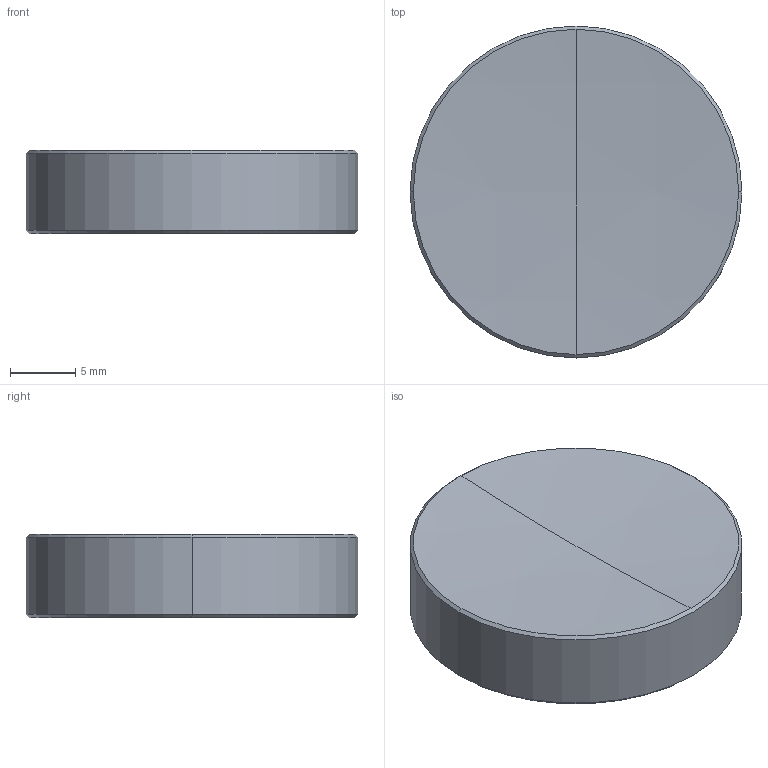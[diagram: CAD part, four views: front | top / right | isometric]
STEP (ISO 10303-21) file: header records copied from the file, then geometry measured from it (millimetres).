
FILE_DESCRIPTION (( 'STEP AP203' ), '1' );
FILE_NAME ('TTN028021-E0W.STEP', '2014-08-14T20:57:46', ( 'admin' ), ( '' ), 'SwSTEP 2.0', 'SolidWorks 2014', '' );
FILE_SCHEMA (( 'CONFIG_CONTROL_DESIGN' ));
Length unit declared in the file: inch
Products named in the file (1): TTN028021-E0W
Bounding box: 25.4 x 25.4 x 6.39 mm (x, y, z)
Volume: 3137.7 mm3; surface area: 1500.9 mm2
Topology: 1 solids, 1 shells, 39 faces, 256 edges, 249 vertices
Faces by surface type: plane 31, cone 4, cylinder 2, sphere 2
Entity records: 4181 total; most frequent: CARTESIAN_POINT 2179, ORIENTED_EDGE 512, EDGE_CURVE 256, VERTEX_POINT 249, DIRECTION 241, VECTOR 137, LINE 137, B_SPLINE_CURVE_WITH_KNOTS 107
